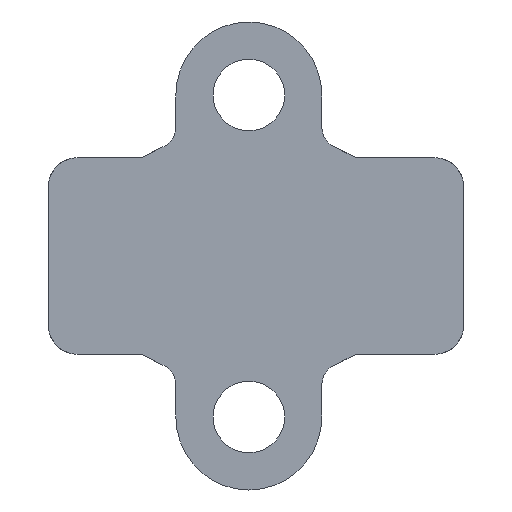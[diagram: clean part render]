
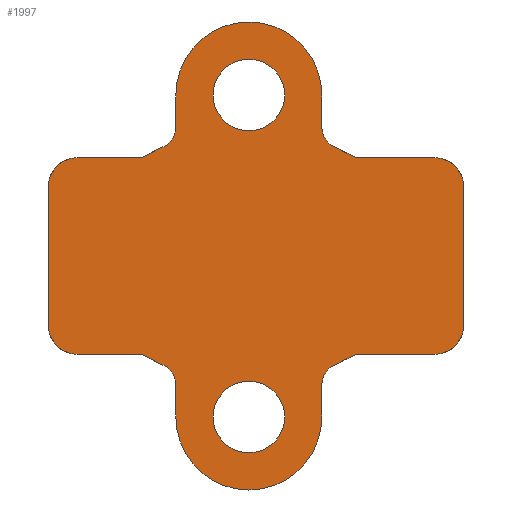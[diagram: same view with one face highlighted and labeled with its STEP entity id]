
A CAD part, front view. The second image highlights one B-rep face of the part: STEP entity #1997.
In plain terms, the highlighted planar face has unit normal (0, -1, 0).
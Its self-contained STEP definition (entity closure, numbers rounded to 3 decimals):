
#71=FACE_BOUND('',#332,.T.);
#72=FACE_BOUND('',#333,.T.);
#98=PLANE('',#2175);
#214=FACE_OUTER_BOUND('',#331,.T.);
#331=EDGE_LOOP('',(#1532,#1533,#1534,#1535,#1536,#1537,#1538,#1539,#1540,
#1541,#1542,#1543,#1544,#1545,#1546,#1547,#1548,#1549,#1550,#1551,#1552,
#1553,#1554,#1555));
#332=EDGE_LOOP('',(#1556));
#333=EDGE_LOOP('',(#1557));
#432=LINE('',#3056,#603);
#435=LINE('',#3064,#606);
#440=LINE('',#3078,#611);
#450=LINE('',#3152,#621);
#455=LINE('',#3167,#626);
#458=LINE('',#3175,#629);
#463=LINE('',#3193,#634);
#472=LINE('',#3223,#643);
#476=LINE('',#3235,#647);
#477=LINE('',#3239,#648);
#478=LINE('',#3242,#649);
#479=LINE('',#3244,#650);
#480=LINE('',#3248,#651);
#481=LINE('',#3251,#652);
#603=VECTOR('',#2407,10.);
#606=VECTOR('',#2416,10.);
#611=VECTOR('',#2429,10.);
#621=VECTOR('',#2473,10.);
#626=VECTOR('',#2488,10.);
#629=VECTOR('',#2497,10.);
#634=VECTOR('',#2514,10.);
#643=VECTOR('',#2541,10.);
#647=VECTOR('',#2551,10.);
#648=VECTOR('',#2554,10.);
#649=VECTOR('',#2557,10.);
#650=VECTOR('',#2558,10.);
#651=VECTOR('',#2561,10.);
#652=VECTOR('',#2564,10.);
#769=CIRCLE('',#2104,5.);
#771=CIRCLE('',#2107,5.);
#782=CIRCLE('',#2124,3.);
#783=CIRCLE('',#2127,10.2);
#784=CIRCLE('',#2130,3.);
#797=CIRCLE('',#2153,3.);
#798=CIRCLE('',#2156,10.2);
#799=CIRCLE('',#2159,3.);
#808=CIRCLE('',#2176,4.);
#809=CIRCLE('',#2177,4.);
#810=CIRCLE('',#2178,4.);
#811=CIRCLE('',#2179,4.);
#874=VERTEX_POINT('',#2971);
#876=VERTEX_POINT('',#2977);
#891=VERTEX_POINT('',#3048);
#892=VERTEX_POINT('',#3050);
#893=VERTEX_POINT('',#3054);
#894=VERTEX_POINT('',#3058);
#895=VERTEX_POINT('',#3062);
#896=VERTEX_POINT('',#3066);
#900=VERTEX_POINT('',#3076);
#918=VERTEX_POINT('',#3149);
#919=VERTEX_POINT('',#3151);
#923=VERTEX_POINT('',#3161);
#924=VERTEX_POINT('',#3165);
#925=VERTEX_POINT('',#3169);
#926=VERTEX_POINT('',#3173);
#927=VERTEX_POINT('',#3177);
#933=VERTEX_POINT('',#3191);
#945=VERTEX_POINT('',#3222);
#950=VERTEX_POINT('',#3234);
#951=VERTEX_POINT('',#3236);
#952=VERTEX_POINT('',#3238);
#953=VERTEX_POINT('',#3240);
#954=VERTEX_POINT('',#3243);
#955=VERTEX_POINT('',#3245);
#956=VERTEX_POINT('',#3247);
#957=VERTEX_POINT('',#3249);
#1071=EDGE_CURVE('',#874,#874,#769,.T.);
#1074=EDGE_CURVE('',#876,#876,#771,.T.);
#1094=EDGE_CURVE('',#892,#891,#782,.T.);
#1097=EDGE_CURVE('',#891,#893,#432,.T.);
#1099=EDGE_CURVE('',#893,#894,#783,.T.);
#1101=EDGE_CURVE('',#894,#895,#435,.T.);
#1103=EDGE_CURVE('',#895,#896,#784,.T.);
#1108=EDGE_CURVE('',#896,#900,#440,.T.);
#1132=EDGE_CURVE('',#919,#918,#450,.T.);
#1138=EDGE_CURVE('',#918,#923,#797,.T.);
#1140=EDGE_CURVE('',#923,#924,#455,.T.);
#1142=EDGE_CURVE('',#924,#925,#798,.T.);
#1144=EDGE_CURVE('',#925,#926,#458,.T.);
#1146=EDGE_CURVE('',#926,#927,#799,.T.);
#1153=EDGE_CURVE('',#927,#933,#463,.T.);
#1168=EDGE_CURVE('',#945,#892,#472,.T.);
#1174=EDGE_CURVE('',#933,#950,#476,.T.);
#1175=EDGE_CURVE('',#951,#950,#808,.T.);
#1176=EDGE_CURVE('',#952,#951,#477,.T.);
#1177=EDGE_CURVE('',#953,#952,#809,.T.);
#1178=EDGE_CURVE('',#945,#953,#478,.T.);
#1179=EDGE_CURVE('',#900,#954,#479,.T.);
#1180=EDGE_CURVE('',#955,#954,#810,.T.);
#1181=EDGE_CURVE('',#956,#955,#480,.T.);
#1182=EDGE_CURVE('',#957,#956,#811,.T.);
#1183=EDGE_CURVE('',#919,#957,#481,.T.);
#1532=ORIENTED_EDGE('',*,*,#1174,.T.);
#1533=ORIENTED_EDGE('',*,*,#1175,.F.);
#1534=ORIENTED_EDGE('',*,*,#1176,.F.);
#1535=ORIENTED_EDGE('',*,*,#1177,.F.);
#1536=ORIENTED_EDGE('',*,*,#1178,.F.);
#1537=ORIENTED_EDGE('',*,*,#1168,.T.);
#1538=ORIENTED_EDGE('',*,*,#1094,.T.);
#1539=ORIENTED_EDGE('',*,*,#1097,.T.);
#1540=ORIENTED_EDGE('',*,*,#1099,.T.);
#1541=ORIENTED_EDGE('',*,*,#1101,.T.);
#1542=ORIENTED_EDGE('',*,*,#1103,.T.);
#1543=ORIENTED_EDGE('',*,*,#1108,.T.);
#1544=ORIENTED_EDGE('',*,*,#1179,.T.);
#1545=ORIENTED_EDGE('',*,*,#1180,.F.);
#1546=ORIENTED_EDGE('',*,*,#1181,.F.);
#1547=ORIENTED_EDGE('',*,*,#1182,.F.);
#1548=ORIENTED_EDGE('',*,*,#1183,.F.);
#1549=ORIENTED_EDGE('',*,*,#1132,.T.);
#1550=ORIENTED_EDGE('',*,*,#1138,.T.);
#1551=ORIENTED_EDGE('',*,*,#1140,.T.);
#1552=ORIENTED_EDGE('',*,*,#1142,.T.);
#1553=ORIENTED_EDGE('',*,*,#1144,.T.);
#1554=ORIENTED_EDGE('',*,*,#1146,.T.);
#1555=ORIENTED_EDGE('',*,*,#1153,.T.);
#1556=ORIENTED_EDGE('',*,*,#1071,.F.);
#1557=ORIENTED_EDGE('',*,*,#1074,.F.);
#1997=ADVANCED_FACE('',(#214,#71,#72),#98,.F.);
#2104=AXIS2_PLACEMENT_3D('',#2973,#2355,#2356);
#2107=AXIS2_PLACEMENT_3D('',#2979,#2362,#2363);
#2124=AXIS2_PLACEMENT_3D('',#3051,#2401,#2402);
#2127=AXIS2_PLACEMENT_3D('',#3060,#2411,#2412);
#2130=AXIS2_PLACEMENT_3D('',#3068,#2420,#2421);
#2153=AXIS2_PLACEMENT_3D('',#3163,#2483,#2484);
#2156=AXIS2_PLACEMENT_3D('',#3171,#2492,#2493);
#2159=AXIS2_PLACEMENT_3D('',#3179,#2501,#2502);
#2175=AXIS2_PLACEMENT_3D('',#3233,#2549,#2550);
#2176=AXIS2_PLACEMENT_3D('',#3237,#2552,#2553);
#2177=AXIS2_PLACEMENT_3D('',#3241,#2555,#2556);
#2178=AXIS2_PLACEMENT_3D('',#3246,#2559,#2560);
#2179=AXIS2_PLACEMENT_3D('',#3250,#2562,#2563);
#2355=DIRECTION('center_axis',(0.,-1.,0.));
#2356=DIRECTION('ref_axis',(1.,0.,0.));
#2362=DIRECTION('center_axis',(0.,-1.,0.));
#2363=DIRECTION('ref_axis',(1.,0.,0.));
#2401=DIRECTION('center_axis',(0.,1.,0.));
#2402=DIRECTION('ref_axis',(-1.,0.,0.));
#2407=DIRECTION('',(0.,0.,1.));
#2411=DIRECTION('center_axis',(0.,-1.,0.));
#2412=DIRECTION('ref_axis',(1.,0.,0.));
#2416=DIRECTION('',(0.,0.,-1.));
#2420=DIRECTION('center_axis',(0.,1.,0.));
#2421=DIRECTION('ref_axis',(0.,0.,-1.));
#2429=DIRECTION('',(-0.892,0.,-0.452));
#2473=DIRECTION('',(0.892,0.,-0.452));
#2483=DIRECTION('center_axis',(0.,1.,0.));
#2484=DIRECTION('ref_axis',(1.,0.,0.));
#2488=DIRECTION('',(0.,0.,-1.));
#2492=DIRECTION('center_axis',(0.,-1.,0.));
#2493=DIRECTION('ref_axis',(-1.,0.,0.));
#2497=DIRECTION('',(0.,0.,1.));
#2501=DIRECTION('center_axis',(0.,1.,0.));
#2502=DIRECTION('ref_axis',(-0.4,0.,0.917));
#2514=DIRECTION('',(0.892,0.,0.452));
#2541=DIRECTION('',(-0.892,0.,0.452));
#2549=DIRECTION('center_axis',(0.,1.,0.));
#2550=DIRECTION('ref_axis',(0.,0.,-1.));
#2551=DIRECTION('',(1.,0.,0.));
#2552=DIRECTION('center_axis',(0.,1.,0.));
#2553=DIRECTION('ref_axis',(0.707,0.,-0.707));
#2554=DIRECTION('',(0.,0.,-1.));
#2555=DIRECTION('center_axis',(0.,1.,0.));
#2556=DIRECTION('ref_axis',(0.707,0.,0.707));
#2557=DIRECTION('',(1.,0.,0.));
#2558=DIRECTION('',(-1.,0.,0.));
#2559=DIRECTION('center_axis',(0.,1.,0.));
#2560=DIRECTION('ref_axis',(-0.707,0.,0.707));
#2561=DIRECTION('',(0.,0.,1.));
#2562=DIRECTION('center_axis',(0.,1.,0.));
#2563=DIRECTION('ref_axis',(-0.707,0.,-0.707));
#2564=DIRECTION('',(-1.,0.,0.));
#2971=CARTESIAN_POINT('',(-5.,-37.2,-13.));
#2973=CARTESIAN_POINT('Origin',(0.,-37.2,
-13.));
#2977=CARTESIAN_POINT('',(-5.,-37.2,32.));
#2979=CARTESIAN_POINT('Origin',(0.,-37.2,
32.));
#3048=CARTESIAN_POINT('',(10.2,-37.2,27.5));
#3050=CARTESIAN_POINT('',(12.,-37.2,24.75));
#3051=CARTESIAN_POINT('Origin',(13.2,-37.2,27.5));
#3054=CARTESIAN_POINT('',(10.2,-37.2,32.));
#3056=CARTESIAN_POINT('',(10.2,-37.2,36.5));
#3058=CARTESIAN_POINT('',(-10.2,-37.2,32.));
#3060=CARTESIAN_POINT('Origin',(0.,-37.2,
32.));
#3062=CARTESIAN_POINT('',(-10.2,-37.2,27.5));
#3064=CARTESIAN_POINT('',(-10.2,-37.2,38.75));
#3066=CARTESIAN_POINT('',(-12.,-37.2,24.75));
#3068=CARTESIAN_POINT('Origin',(-13.2,-37.2,27.5));
#3076=CARTESIAN_POINT('',(-15.,-37.2,23.229));
#3078=CARTESIAN_POINT('',(2.924,-37.2,32.317));
#3149=CARTESIAN_POINT('',(-12.,-37.2,-5.75));
#3151=CARTESIAN_POINT('',(-15.,-37.2,-4.229));
#3152=CARTESIAN_POINT('',(-13.096,-37.2,-5.195));
#3161=CARTESIAN_POINT('',(-10.2,-37.2,-8.5));
#3163=CARTESIAN_POINT('Origin',(-13.2,-37.2,-8.5));
#3165=CARTESIAN_POINT('',(-10.2,-37.2,-13.));
#3167=CARTESIAN_POINT('',(-10.2,-37.2,18.5));
#3169=CARTESIAN_POINT('',(10.2,-37.2,-13.));
#3171=CARTESIAN_POINT('Origin',(0.,-37.2,
-13.));
#3173=CARTESIAN_POINT('',(10.2,-37.2,-8.5));
#3175=CARTESIAN_POINT('',(10.2,-37.2,16.25));
#3177=CARTESIAN_POINT('',(12.,-37.2,-5.75));
#3179=CARTESIAN_POINT('Origin',(13.2,-37.2,-8.5));
#3191=CARTESIAN_POINT('',(15.,-37.2,-4.229));
#3193=CARTESIAN_POINT('',(23.529,-37.2,0.094));
#3222=CARTESIAN_POINT('',(15.,-37.2,23.229));
#3223=CARTESIAN_POINT('',(10.509,-37.2,25.506));
#3233=CARTESIAN_POINT('Origin',(15.,-37.2,45.5));
#3234=CARTESIAN_POINT('',(26.,-37.2,-4.229));
#3235=CARTESIAN_POINT('',(-28.,-37.2,-4.229));
#3236=CARTESIAN_POINT('',(30.,-37.2,-0.229));
#3237=CARTESIAN_POINT('Origin',(26.,-37.2,-0.229));
#3238=CARTESIAN_POINT('',(30.,-37.2,19.229));
#3239=CARTESIAN_POINT('',(30.,-37.2,-8.901));
#3240=CARTESIAN_POINT('',(26.,-37.2,23.229));
#3241=CARTESIAN_POINT('Origin',(26.,-37.2,19.229));
#3242=CARTESIAN_POINT('',(-28.,-37.2,23.229));
#3243=CARTESIAN_POINT('',(-24.,-37.2,23.229));
#3244=CARTESIAN_POINT('',(-15.,-37.2,23.229));
#3245=CARTESIAN_POINT('',(-28.,-37.2,19.229));
#3246=CARTESIAN_POINT('Origin',(-24.,-37.2,19.229));
#3247=CARTESIAN_POINT('',(-28.,-37.2,-0.229));
#3248=CARTESIAN_POINT('',(-28.,-37.2,-8.901));
#3249=CARTESIAN_POINT('',(-24.,-37.2,-4.229));
#3250=CARTESIAN_POINT('Origin',(-24.,-37.2,-0.229));
#3251=CARTESIAN_POINT('',(-15.,-37.2,-4.229));
